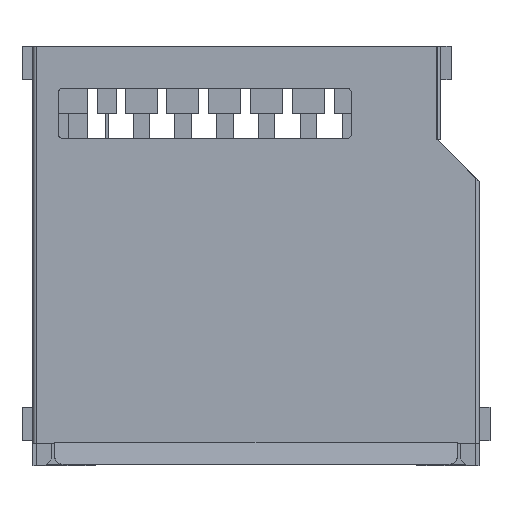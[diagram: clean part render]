
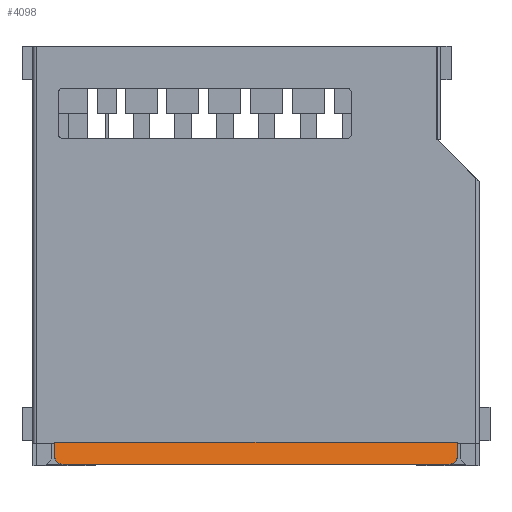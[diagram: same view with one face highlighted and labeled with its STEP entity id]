
A CAD part, top view. The second image highlights one B-rep face of the part: STEP entity #4098.
In plain terms, the highlighted planar face has unit normal (0, 0.174, 0.985).
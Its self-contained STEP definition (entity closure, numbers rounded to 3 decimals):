
#1528 = PLANE('',#1529);
#1529 = AXIS2_PLACEMENT_3D('',#1530,#1531,#1532);
#1530 = CARTESIAN_POINT('',(1.3,0.048,2.821));
#1531 = DIRECTION('',(1.,0.,0.));
#1532 = DIRECTION('',(0.,0.174,0.985));
#1580 = PLANE('',#1581);
#1581 = AXIS2_PLACEMENT_3D('',#1582,#1583,#1584);
#1582 = CARTESIAN_POINT('',(25.3,0.048,2.821));
#1583 = DIRECTION('',(1.,0.,0.));
#1584 = DIRECTION('',(0.,0.174,0.985));
#2710 = PLANE('',#2711);
#2711 = AXIS2_PLACEMENT_3D('',#2712,#2713,#2714);
#2712 = CARTESIAN_POINT('',(1.3,1.358,2.59));
#2713 = DIRECTION('',(0.,0.985,-0.174));
#2714 = DIRECTION('',(0.,0.174,0.985));
#3238 = EDGE_CURVE('',#3239,#3241,#3243,.T.);
#3239 = VERTEX_POINT('',#3240);
#3240 = CARTESIAN_POINT('',(25.3,0.579,2.951));
#3241 = VERTEX_POINT('',#3242);
#3242 = CARTESIAN_POINT('',(25.3,1.396,2.807));
#3243 = SURFACE_CURVE('',#3244,(#3248,#3255),.PCURVE_S1.);
#3244 = LINE('',#3245,#3246);
#3245 = CARTESIAN_POINT('',(25.3,0.086,3.037));
#3246 = VECTOR('',#3247,1.);
#3247 = DIRECTION('',(0.,0.985,-0.174));
#3248 = PCURVE('',#1580,#3249);
#3249 = DEFINITIONAL_REPRESENTATION('',(#3250),#3254);
#3250 = LINE('',#3251,#3252);
#3251 = CARTESIAN_POINT('',(0.22,0.));
#3252 = VECTOR('',#3253,1.);
#3253 = DIRECTION('',(0.,-1.));
#3254 = ( GEOMETRIC_REPRESENTATION_CONTEXT(2) 
PARAMETRIC_REPRESENTATION_CONTEXT() REPRESENTATION_CONTEXT('2D SPACE',''
  ) );
#3255 = PCURVE('',#3256,#3261);
#3256 = PLANE('',#3257);
#3257 = AXIS2_PLACEMENT_3D('',#3258,#3259,#3260);
#3258 = CARTESIAN_POINT('',(1.3,0.086,3.037));
#3259 = DIRECTION('',(0.,0.174,0.985));
#3260 = DIRECTION('',(1.,0.,0.));
#3261 = DEFINITIONAL_REPRESENTATION('',(#3262),#3266);
#3262 = LINE('',#3263,#3264);
#3263 = CARTESIAN_POINT('',(24.,0.));
#3264 = VECTOR('',#3265,1.);
#3265 = DIRECTION('',(0.,1.));
#3266 = ( GEOMETRIC_REPRESENTATION_CONTEXT(2) 
PARAMETRIC_REPRESENTATION_CONTEXT() REPRESENTATION_CONTEXT('2D SPACE',''
  ) );
#3284 = CYLINDRICAL_SURFACE('',#3285,0.5);
#3285 = AXIS2_PLACEMENT_3D('',#3286,#3287,#3288);
#3286 = CARTESIAN_POINT('',(24.8,0.54,2.734));
#3287 = DIRECTION('',(0.,0.174,0.985));
#3288 = DIRECTION('',(1.,0.,0.));
#3383 = CYLINDRICAL_SURFACE('',#3384,0.5);
#3384 = AXIS2_PLACEMENT_3D('',#3385,#3386,#3387);
#3385 = CARTESIAN_POINT('',(1.8,0.54,2.734));
#3386 = DIRECTION('',(0.,0.174,0.985));
#3387 = DIRECTION('',(-1.,0.,0.));
#3411 = PLANE('',#3412);
#3412 = AXIS2_PLACEMENT_3D('',#3413,#3414,#3415);
#3413 = CARTESIAN_POINT('',(1.3,0.048,2.821));
#3414 = DIRECTION('',(0.,0.985,-0.174));
#3415 = DIRECTION('',(0.,0.174,0.985));
#3454 = EDGE_CURVE('',#3455,#3457,#3459,.T.);
#3455 = VERTEX_POINT('',#3456);
#3456 = CARTESIAN_POINT('',(1.3,0.579,2.951));
#3457 = VERTEX_POINT('',#3458);
#3458 = CARTESIAN_POINT('',(1.3,1.396,2.807));
#3459 = SURFACE_CURVE('',#3460,(#3464,#3471),.PCURVE_S1.);
#3460 = LINE('',#3461,#3462);
#3461 = CARTESIAN_POINT('',(1.3,0.086,3.037));
#3462 = VECTOR('',#3463,1.);
#3463 = DIRECTION('',(0.,0.985,-0.174));
#3464 = PCURVE('',#1528,#3465);
#3465 = DEFINITIONAL_REPRESENTATION('',(#3466),#3470);
#3466 = LINE('',#3467,#3468);
#3467 = CARTESIAN_POINT('',(0.22,0.));
#3468 = VECTOR('',#3469,1.);
#3469 = DIRECTION('',(0.,-1.));
#3470 = ( GEOMETRIC_REPRESENTATION_CONTEXT(2) 
PARAMETRIC_REPRESENTATION_CONTEXT() REPRESENTATION_CONTEXT('2D SPACE',''
  ) );
#3471 = PCURVE('',#3256,#3472);
#3472 = DEFINITIONAL_REPRESENTATION('',(#3473),#3477);
#3473 = LINE('',#3474,#3475);
#3474 = CARTESIAN_POINT('',(0.,0.));
#3475 = VECTOR('',#3476,1.);
#3476 = DIRECTION('',(0.,1.));
#3477 = ( GEOMETRIC_REPRESENTATION_CONTEXT(2) 
PARAMETRIC_REPRESENTATION_CONTEXT() REPRESENTATION_CONTEXT('2D SPACE',''
  ) );
#3745 = EDGE_CURVE('',#3457,#3241,#3746,.T.);
#3746 = SURFACE_CURVE('',#3747,(#3751,#3758),.PCURVE_S1.);
#3747 = LINE('',#3748,#3749);
#3748 = CARTESIAN_POINT('',(1.3,1.396,2.807));
#3749 = VECTOR('',#3750,1.);
#3750 = DIRECTION('',(1.,0.,0.));
#3751 = PCURVE('',#2710,#3752);
#3752 = DEFINITIONAL_REPRESENTATION('',(#3753),#3757);
#3753 = LINE('',#3754,#3755);
#3754 = CARTESIAN_POINT('',(0.22,0.));
#3755 = VECTOR('',#3756,1.);
#3756 = DIRECTION('',(0.,1.));
#3757 = ( GEOMETRIC_REPRESENTATION_CONTEXT(2) 
PARAMETRIC_REPRESENTATION_CONTEXT() REPRESENTATION_CONTEXT('2D SPACE',''
  ) );
#3758 = PCURVE('',#3256,#3759);
#3759 = DEFINITIONAL_REPRESENTATION('',(#3760),#3764);
#3760 = LINE('',#3761,#3762);
#3761 = CARTESIAN_POINT('',(0.,1.33));
#3762 = VECTOR('',#3763,1.);
#3763 = DIRECTION('',(1.,0.));
#3764 = ( GEOMETRIC_REPRESENTATION_CONTEXT(2) 
PARAMETRIC_REPRESENTATION_CONTEXT() REPRESENTATION_CONTEXT('2D SPACE',''
  ) );
#4098 = ADVANCED_FACE('',(#4099),#3256,.T.);
#4099 = FACE_BOUND('',#4100,.T.);
#4100 = EDGE_LOOP('',(#4101,#4102,#4126,#4149,#4175,#4176));
#4101 = ORIENTED_EDGE('',*,*,#3454,.F.);
#4102 = ORIENTED_EDGE('',*,*,#4103,.T.);
#4103 = EDGE_CURVE('',#3455,#4104,#4106,.T.);
#4104 = VERTEX_POINT('',#4105);
#4105 = CARTESIAN_POINT('',(1.8,0.086,3.037));
#4106 = SURFACE_CURVE('',#4107,(#4112,#4119),.PCURVE_S1.);
#4107 = CIRCLE('',#4108,0.5);
#4108 = AXIS2_PLACEMENT_3D('',#4109,#4110,#4111);
#4109 = CARTESIAN_POINT('',(1.8,0.579,2.951));
#4110 = DIRECTION('',(0.,0.174,0.985));
#4111 = DIRECTION('',(0.,-0.985,0.174));
#4112 = PCURVE('',#3256,#4113);
#4113 = DEFINITIONAL_REPRESENTATION('',(#4114),#4118);
#4114 = CIRCLE('',#4115,0.5);
#4115 = AXIS2_PLACEMENT_2D('',#4116,#4117);
#4116 = CARTESIAN_POINT('',(0.5,0.5));
#4117 = DIRECTION('',(0.,-1.));
#4118 = ( GEOMETRIC_REPRESENTATION_CONTEXT(2) 
PARAMETRIC_REPRESENTATION_CONTEXT() REPRESENTATION_CONTEXT('2D SPACE',''
  ) );
#4119 = PCURVE('',#3383,#4120);
#4120 = DEFINITIONAL_REPRESENTATION('',(#4121),#4125);
#4121 = LINE('',#4122,#4123);
#4122 = CARTESIAN_POINT('',(-4.712,0.22));
#4123 = VECTOR('',#4124,1.);
#4124 = DIRECTION('',(1.,0.));
#4125 = ( GEOMETRIC_REPRESENTATION_CONTEXT(2) 
PARAMETRIC_REPRESENTATION_CONTEXT() REPRESENTATION_CONTEXT('2D SPACE',''
  ) );
#4126 = ORIENTED_EDGE('',*,*,#4127,.T.);
#4127 = EDGE_CURVE('',#4104,#4128,#4130,.T.);
#4128 = VERTEX_POINT('',#4129);
#4129 = CARTESIAN_POINT('',(24.8,0.086,3.037));
#4130 = SURFACE_CURVE('',#4131,(#4135,#4142),.PCURVE_S1.);
#4131 = LINE('',#4132,#4133);
#4132 = CARTESIAN_POINT('',(1.3,0.086,3.037));
#4133 = VECTOR('',#4134,1.);
#4134 = DIRECTION('',(1.,0.,0.));
#4135 = PCURVE('',#3256,#4136);
#4136 = DEFINITIONAL_REPRESENTATION('',(#4137),#4141);
#4137 = LINE('',#4138,#4139);
#4138 = CARTESIAN_POINT('',(0.,0.));
#4139 = VECTOR('',#4140,1.);
#4140 = DIRECTION('',(1.,0.));
#4141 = ( GEOMETRIC_REPRESENTATION_CONTEXT(2) 
PARAMETRIC_REPRESENTATION_CONTEXT() REPRESENTATION_CONTEXT('2D SPACE',''
  ) );
#4142 = PCURVE('',#3411,#4143);
#4143 = DEFINITIONAL_REPRESENTATION('',(#4144),#4148);
#4144 = LINE('',#4145,#4146);
#4145 = CARTESIAN_POINT('',(0.22,0.));
#4146 = VECTOR('',#4147,1.);
#4147 = DIRECTION('',(0.,1.));
#4148 = ( GEOMETRIC_REPRESENTATION_CONTEXT(2) 
PARAMETRIC_REPRESENTATION_CONTEXT() REPRESENTATION_CONTEXT('2D SPACE',''
  ) );
#4149 = ORIENTED_EDGE('',*,*,#4150,.F.);
#4150 = EDGE_CURVE('',#3239,#4128,#4151,.T.);
#4151 = SURFACE_CURVE('',#4152,(#4157,#4168),.PCURVE_S1.);
#4152 = CIRCLE('',#4153,0.5);
#4153 = AXIS2_PLACEMENT_3D('',#4154,#4155,#4156);
#4154 = CARTESIAN_POINT('',(24.8,0.579,2.951));
#4155 = DIRECTION('',(0.,-0.174,-0.985));
#4156 = DIRECTION('',(0.,-0.985,0.174));
#4157 = PCURVE('',#3256,#4158);
#4158 = DEFINITIONAL_REPRESENTATION('',(#4159),#4167);
#4159 = ( BOUNDED_CURVE() B_SPLINE_CURVE(2,(#4160,#4161,#4162,#4163,
#4164,#4165,#4166),.UNSPECIFIED.,.F.,.F.) B_SPLINE_CURVE_WITH_KNOTS((1,2
    ,2,2,2,1),(-2.094,0.,2.094,4.189,
6.283,8.378),.UNSPECIFIED.) CURVE() 
GEOMETRIC_REPRESENTATION_ITEM() RATIONAL_B_SPLINE_CURVE((1.,0.5,1.,0.5,
1.,0.5,1.)) REPRESENTATION_ITEM('') );
#4160 = CARTESIAN_POINT('',(23.5,0.));
#4161 = CARTESIAN_POINT('',(22.634,0.));
#4162 = CARTESIAN_POINT('',(23.067,0.75));
#4163 = CARTESIAN_POINT('',(23.5,1.5));
#4164 = CARTESIAN_POINT('',(23.933,0.75));
#4165 = CARTESIAN_POINT('',(24.366,0.));
#4166 = CARTESIAN_POINT('',(23.5,0.));
#4167 = ( GEOMETRIC_REPRESENTATION_CONTEXT(2) 
PARAMETRIC_REPRESENTATION_CONTEXT() REPRESENTATION_CONTEXT('2D SPACE',''
  ) );
#4168 = PCURVE('',#3284,#4169);
#4169 = DEFINITIONAL_REPRESENTATION('',(#4170),#4174);
#4170 = LINE('',#4171,#4172);
#4171 = CARTESIAN_POINT('',(4.712,0.22));
#4172 = VECTOR('',#4173,1.);
#4173 = DIRECTION('',(-1.,0.));
#4174 = ( GEOMETRIC_REPRESENTATION_CONTEXT(2) 
PARAMETRIC_REPRESENTATION_CONTEXT() REPRESENTATION_CONTEXT('2D SPACE',''
  ) );
#4175 = ORIENTED_EDGE('',*,*,#3238,.T.);
#4176 = ORIENTED_EDGE('',*,*,#3745,.F.);
